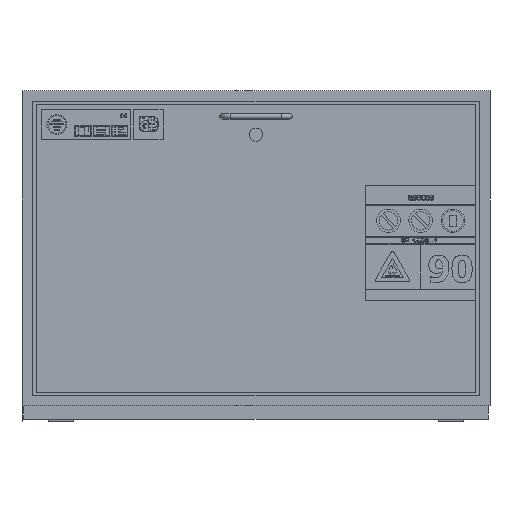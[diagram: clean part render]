
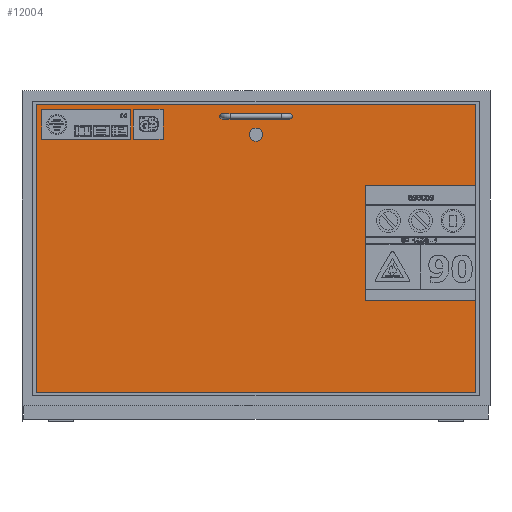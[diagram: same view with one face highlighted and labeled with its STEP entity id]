
A CAD part, front view. The second image highlights one B-rep face of the part: STEP entity #12004.
In plain terms, the highlighted planar face has unit normal (0, -1, 0).
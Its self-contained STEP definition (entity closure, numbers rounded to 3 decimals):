
#514=FACE_BOUND('',#2165,.T.);
#515=FACE_BOUND('',#2166,.T.);
#516=FACE_BOUND('',#2167,.T.);
#665=CIRCLE('',#12758,12.5);
#666=CIRCLE('',#12761,5.15);
#671=CIRCLE('',#12770,5.15);
#1480=FACE_OUTER_BOUND('',#2164,.T.);
#2164=EDGE_LOOP('',(#8607,#8608,#8609,#8610));
#2165=EDGE_LOOP('',(#8611));
#2166=EDGE_LOOP('',(#8612));
#2167=EDGE_LOOP('',(#8613));
#3071=LINE('',#16344,#4327);
#3075=LINE('',#16352,#4331);
#3081=LINE('',#16363,#4337);
#3082=LINE('',#16365,#4338);
#4327=VECTOR('',#13748,10.);
#4331=VECTOR('',#13754,10.);
#4337=VECTOR('',#13764,10.);
#4338=VECTOR('',#13767,10.);
#5523=VERTEX_POINT('',#16321);
#5524=VERTEX_POINT('',#16325);
#5529=VERTEX_POINT('',#16339);
#5530=VERTEX_POINT('',#16342);
#5531=VERTEX_POINT('',#16343);
#5534=VERTEX_POINT('',#16351);
#5537=VERTEX_POINT('',#16361);
#6714=EDGE_CURVE('',#5523,#5523,#665,.T.);
#6715=EDGE_CURVE('',#5524,#5524,#666,.T.);
#6720=EDGE_CURVE('',#5529,#5529,#671,.T.);
#6721=EDGE_CURVE('',#5530,#5531,#3071,.T.);
#6725=EDGE_CURVE('',#5534,#5531,#3075,.T.);
#6731=EDGE_CURVE('',#5530,#5537,#3081,.T.);
#6732=EDGE_CURVE('',#5534,#5537,#3082,.T.);
#8607=ORIENTED_EDGE('',*,*,#6731,.T.);
#8608=ORIENTED_EDGE('',*,*,#6732,.F.);
#8609=ORIENTED_EDGE('',*,*,#6725,.T.);
#8610=ORIENTED_EDGE('',*,*,#6721,.F.);
#8611=ORIENTED_EDGE('',*,*,#6714,.T.);
#8612=ORIENTED_EDGE('',*,*,#6715,.T.);
#8613=ORIENTED_EDGE('',*,*,#6720,.T.);
#11530=PLANE('',#12775);
#12004=ADVANCED_FACE('',(#1480,#514,#515,#516),#11530,.T.);
#12758=AXIS2_PLACEMENT_3D('',#16322,#13720,#13721);
#12761=AXIS2_PLACEMENT_3D('',#16326,#13726,#13727);
#12770=AXIS2_PLACEMENT_3D('',#16340,#13744,#13745);
#12775=AXIS2_PLACEMENT_3D('',#16364,#13765,#13766);
#13720=DIRECTION('center_axis',(0.,1.,0.));
#13721=DIRECTION('ref_axis',(-1.,0.,0.));
#13726=DIRECTION('center_axis',(0.,1.,0.));
#13727=DIRECTION('ref_axis',(1.,0.,0.));
#13744=DIRECTION('center_axis',(0.,1.,0.));
#13745=DIRECTION('ref_axis',(-1.,0.,0.));
#13748=DIRECTION('',(-1.,0.,0.));
#13754=DIRECTION('',(0.,0.,-1.));
#13764=DIRECTION('',(0.,0.,1.));
#13765=DIRECTION('center_axis',(0.,-1.,0.));
#13766=DIRECTION('ref_axis',(1.,0.,0.));
#13767=DIRECTION('',(1.,0.,0.));
#16321=CARTESIAN_POINT('',(12.5,-665.,216.56));
#16322=CARTESIAN_POINT('Origin',(0.,-665.,216.56));
#16325=CARTESIAN_POINT('',(-69.15,-665.,251.56));
#16326=CARTESIAN_POINT('Origin',(-64.,-665.,251.56));
#16339=CARTESIAN_POINT('',(69.15,-665.,251.56));
#16340=CARTESIAN_POINT('Origin',(64.,-665.,251.56));
#16342=CARTESIAN_POINT('',(419.25,-665.,-275.94));
#16343=CARTESIAN_POINT('',(-419.25,-665.,-275.94));
#16344=CARTESIAN_POINT('',(-419.25,-665.,-275.94));
#16351=CARTESIAN_POINT('',(-419.25,-665.,274.56));
#16352=CARTESIAN_POINT('',(-419.25,-665.,-0.69));
#16361=CARTESIAN_POINT('',(419.25,-665.,274.56));
#16363=CARTESIAN_POINT('',(419.25,-665.,-0.69));
#16364=CARTESIAN_POINT('Origin',(-419.25,-665.,-0.69));
#16365=CARTESIAN_POINT('',(-419.25,-665.,274.56));
